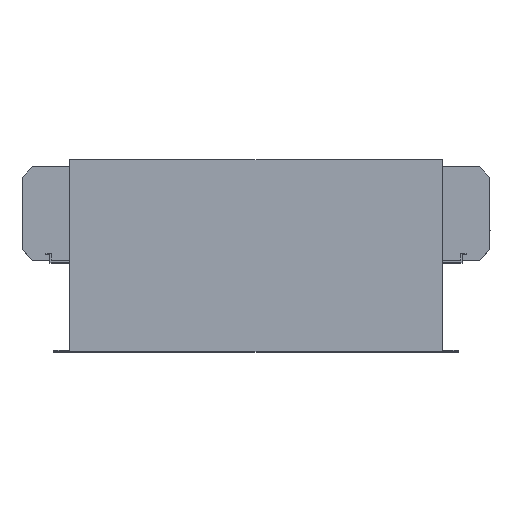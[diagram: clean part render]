
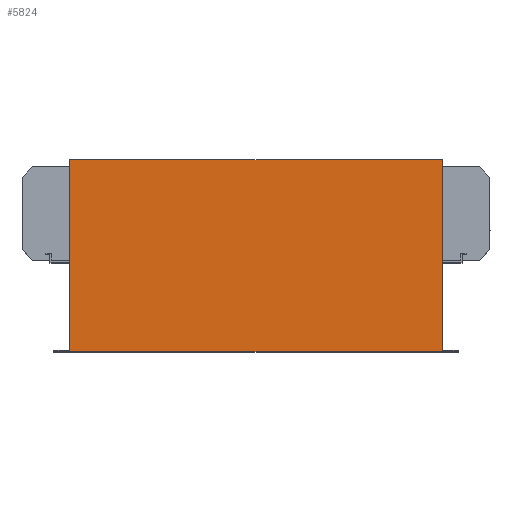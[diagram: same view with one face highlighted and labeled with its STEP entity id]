
A CAD part, top view. The second image highlights one B-rep face of the part: STEP entity #5824.
In plain terms, the highlighted planar face has unit normal (0, 0, 1).
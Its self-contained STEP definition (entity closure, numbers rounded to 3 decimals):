
#6 = LINE ( 'NONE', #6881, #9280 ) ;
#135 = VERTEX_POINT ( 'NONE', #8161 ) ;
#371 = EDGE_CURVE ( 'Defeature ausgef�hrt1_47+Defeature ausgef�hrt1_17+Defeature ausgef�hrt1_36+Defeature ausgef�hrt1_29', #8960, #5315, #7685, .T. ) ;
#481 = CARTESIAN_POINT ( 'NONE',  ( -190., 0., 76.75 ) ) ;
#577 = VECTOR ( 'NONE', #1136, 1000. ) ;
#863 = CARTESIAN_POINT ( 'NONE',  ( -175., 0., 76.75 ) ) ;
#1136 = DIRECTION ( 'NONE',  ( 0., 1., 0. ) ) ;
#1142 = EDGE_CURVE ( 'Defeature ausgef�hrt1_47+Defeature ausgef�hrt1_36+Defeature ausgef�hrt1_10+Defeature ausgef�hrt1_17', #8669, #8960, #5155, .T. ) ;
#1201 = DIRECTION ( 'NONE',  ( 1., 0., 0. ) ) ;
#1229 = CARTESIAN_POINT ( 'NONE',  ( 175., 178.6, 76.75 ) ) ;
#1899 = EDGE_CURVE ( 'Defeature ausgef�hrt1_47+Defeature ausgef�hrt1_10+Defeature ausgef�hrt1_43+Defeature ausgef�hrt1_36', #4925, #8669, #4032, .T. ) ;
#2362 = ORIENTED_EDGE ( 'NONE', *, *, #9291, .T. ) ;
#2558 = ORIENTED_EDGE ( 'NONE', *, *, #5105, .T. ) ;
#2817 = ORIENTED_EDGE ( 'NONE', *, *, #8313, .T. ) ;
#3107 = CARTESIAN_POINT ( 'NONE',  ( -190., 0., 76.75 ) ) ;
#3302 = CARTESIAN_POINT ( 'NONE',  ( -190., -1.5, 76.75 ) ) ;
#3638 = DIRECTION ( 'NONE',  ( 0., -1., 0. ) ) ;
#3947 = ORIENTED_EDGE ( 'NONE', *, *, #1899, .T. ) ;
#4032 = LINE ( 'NONE', #5779, #577 ) ;
#4291 = VERTEX_POINT ( 'NONE', #3302 ) ;
#4444 = CARTESIAN_POINT ( 'NONE',  ( 190., 0., 76.75 ) ) ;
#4626 = DIRECTION ( 'NONE',  ( 0., 1., 0. ) ) ;
#4746 = CARTESIAN_POINT ( 'NONE',  ( -175., 178.6, 76.75 ) ) ;
#4771 = VERTEX_POINT ( 'NONE', #3107 ) ;
#4839 = DIRECTION ( 'NONE',  ( -1., 0., 0. ) ) ;
#4845 = CARTESIAN_POINT ( 'NONE',  ( -175., 178.6, 76.75 ) ) ;
#4885 = CARTESIAN_POINT ( 'NONE',  ( 0., 0., 76.75 ) ) ;
#4925 = VERTEX_POINT ( 'NONE', #7240 ) ;
#4932 = VECTOR ( 'NONE', #3638, 1000. ) ;
#4950 = PLANE ( 'NONE',  #8258 ) ;
#5105 = EDGE_CURVE ( 'Defeature ausgef�hrt1_47+Defeature ausgef�hrt1_45+Defeature ausgef�hrt1_28+Defeature ausgef�hrt1_44', #4291, #135, #6, .T. ) ;
#5155 = LINE ( 'NONE', #5399, #6910 ) ;
#5271 = EDGE_CURVE ( 'Defeature ausgef�hrt1_47+Defeature ausgef�hrt1_43+Defeature ausgef�hrt1_44+Defeature ausgef�hrt1_10', #8474, #4925, #10142, .T. ) ;
#5315 = VERTEX_POINT ( 'NONE', #5633 ) ;
#5399 = CARTESIAN_POINT ( 'NONE',  ( 175., 178.6, 76.75 ) ) ;
#5450 = VECTOR ( 'NONE', #4626, 1000. ) ;
#5633 = CARTESIAN_POINT ( 'NONE',  ( -175., 0., 76.75 ) ) ;
#5779 = CARTESIAN_POINT ( 'NONE',  ( 175., 0., 76.75 ) ) ;
#5818 = LINE ( 'NONE', #481, #4932 ) ;
#5824 = ADVANCED_FACE ( 'Defeature ausgef�hrt1_47', ( #8296 ), #4950, .T. ) ;
#6013 = VECTOR ( 'NONE', #8727, 1000. ) ;
#6242 = EDGE_LOOP ( 'NONE', ( #6473, #8685, #2362, #2558, #2817, #8980, #3947, #8972 ) ) ;
#6273 = EDGE_CURVE ( 'Defeature ausgef�hrt1_47+Defeature ausgef�hrt1_29+Defeature ausgef�hrt1_17+Defeature ausgef�hrt1_28', #5315, #4771, #8008, .T. ) ;
#6311 = VECTOR ( 'NONE', #7116, 1000. ) ;
#6473 = ORIENTED_EDGE ( 'NONE', *, *, #371, .T. ) ;
#6551 = VECTOR ( 'NONE', #4839, 1000. ) ;
#6881 = CARTESIAN_POINT ( 'NONE',  ( -190., -1.5, 76.75 ) ) ;
#6910 = VECTOR ( 'NONE', #7785, 1000. ) ;
#7116 = DIRECTION ( 'NONE',  ( 0., -1., 0. ) ) ;
#7240 = CARTESIAN_POINT ( 'NONE',  ( 175., 0., 76.75 ) ) ;
#7685 = LINE ( 'NONE', #4845, #6311 ) ;
#7785 = DIRECTION ( 'NONE',  ( -1., 0., 0. ) ) ;
#8008 = LINE ( 'NONE', #863, #6013 ) ;
#8030 = DIRECTION ( 'NONE',  ( 1., 0., 0. ) ) ;
#8063 = CARTESIAN_POINT ( 'NONE',  ( 190., 0., 76.75 ) ) ;
#8161 = CARTESIAN_POINT ( 'NONE',  ( 190., -1.5, 76.75 ) ) ;
#8258 = AXIS2_PLACEMENT_3D ( 'NONE', #4885, #9591, #8030 ) ;
#8296 = FACE_OUTER_BOUND ( 'NONE', #6242, .T. ) ;
#8313 = EDGE_CURVE ( 'Defeature ausgef�hrt1_47+Defeature ausgef�hrt1_44+Defeature ausgef�hrt1_45+Defeature ausgef�hrt1_43', #135, #8474, #9298, .T. ) ;
#8474 = VERTEX_POINT ( 'NONE', #8063 ) ;
#8669 = VERTEX_POINT ( 'NONE', #1229 ) ;
#8685 = ORIENTED_EDGE ( 'NONE', *, *, #6273, .T. ) ;
#8727 = DIRECTION ( 'NONE',  ( -1., 0., 0. ) ) ;
#8960 = VERTEX_POINT ( 'NONE', #4746 ) ;
#8972 = ORIENTED_EDGE ( 'NONE', *, *, #1142, .T. ) ;
#8980 = ORIENTED_EDGE ( 'NONE', *, *, #5271, .T. ) ;
#9280 = VECTOR ( 'NONE', #1201, 1000. ) ;
#9291 = EDGE_CURVE ( 'Defeature ausgef�hrt1_47+Defeature ausgef�hrt1_28+Defeature ausgef�hrt1_29+Defeature ausgef�hrt1_45', #4771, #4291, #5818, .T. ) ;
#9298 = LINE ( 'NONE', #9397, #5450 ) ;
#9397 = CARTESIAN_POINT ( 'NONE',  ( 190., -1.5, 76.75 ) ) ;
#9591 = DIRECTION ( 'NONE',  ( 0., 0., 1. ) ) ;
#10142 = LINE ( 'NONE', #4444, #6551 ) ;
